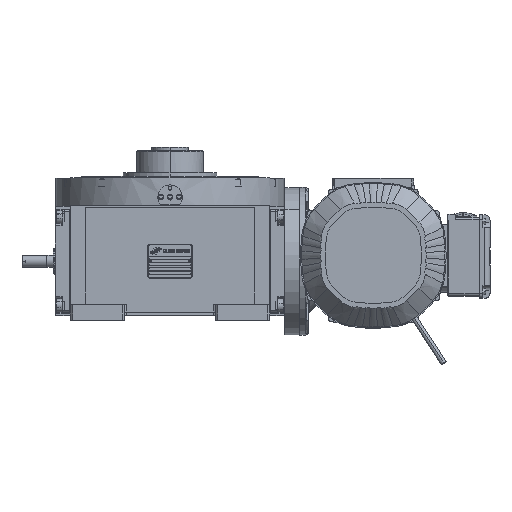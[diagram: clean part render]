
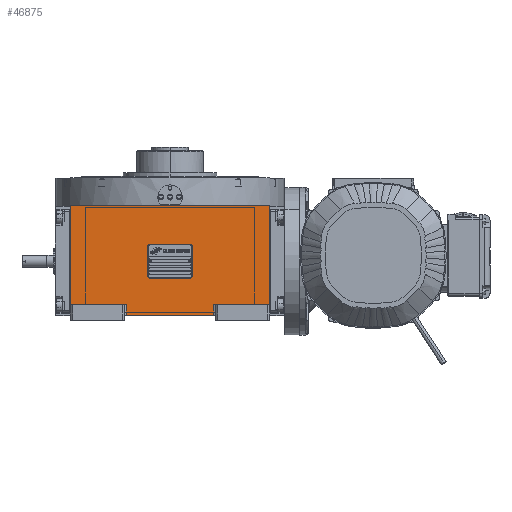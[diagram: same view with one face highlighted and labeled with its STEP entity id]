
A CAD part, top view. The second image highlights one B-rep face of the part: STEP entity #46875.
In plain terms, the highlighted planar face has unit normal (0, 0, 1).
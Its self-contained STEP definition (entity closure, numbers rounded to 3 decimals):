
#4441 = VECTOR ( 'NONE', #60752, 1000. ) ;
#4585 = VECTOR ( 'NONE', #18960, 1000. ) ;
#5411 = CARTESIAN_POINT ( 'NONE',  ( -135., 75., 226. ) ) ;
#5781 = CARTESIAN_POINT ( 'NONE',  ( -59., -73., 226. ) ) ;
#6113 = DIRECTION ( 'NONE',  ( 1., 0., 0. ) ) ;
#6436 = VERTEX_POINT ( 'NONE', #48519 ) ;
#7250 = CARTESIAN_POINT ( 'NONE',  ( -59., -73., 226. ) ) ;
#11204 = CARTESIAN_POINT ( 'NONE',  ( -135., 75., 226. ) ) ;
#13659 = EDGE_CURVE ( 'NONE', #21124, #6436, #38028, .T. ) ;
#14754 = CARTESIAN_POINT ( 'NONE',  ( 59., -59., 226. ) ) ;
#16274 = LINE ( 'NONE', #5781, #54022 ) ;
#16427 = CARTESIAN_POINT ( 'NONE',  ( 59., -59., 226. ) ) ;
#16680 = VERTEX_POINT ( 'NONE', #62817 ) ;
#17241 = VECTOR ( 'NONE', #107706, 1000. ) ;
#17314 = EDGE_CURVE ( 'NONE', #16680, #76560, #19301, .T. ) ;
#17811 = EDGE_CURVE ( 'NONE', #21124, #76560, #16274, .T. ) ;
#18127 = CARTESIAN_POINT ( 'NONE',  ( 135., 75., 226. ) ) ;
#18433 = VECTOR ( 'NONE', #84404, 1000. ) ;
#18960 = DIRECTION ( 'NONE',  ( 1., 0., 0. ) ) ;
#19301 = LINE ( 'NONE', #77891, #4441 ) ;
#20594 = DIRECTION ( 'NONE',  ( 0., 0., 1. ) ) ;
#21124 = VERTEX_POINT ( 'NONE', #7250 ) ;
#25583 = CARTESIAN_POINT ( 'NONE',  ( -59., -59., 226. ) ) ;
#30262 = LINE ( 'NONE', #14754, #88813 ) ;
#31284 = EDGE_CURVE ( 'NONE', #70783, #6436, #65690, .T. ) ;
#33741 = CARTESIAN_POINT ( 'NONE',  ( 135., -59., 226. ) ) ;
#35679 = EDGE_CURVE ( 'NONE', #87424, #71737, #94692, .T. ) ;
#36626 = ORIENTED_EDGE ( 'NONE', *, *, #17314, .T. ) ;
#38028 = LINE ( 'NONE', #64021, #55063 ) ;
#40458 = ORIENTED_EDGE ( 'NONE', *, *, #13659, .T. ) ;
#42920 = AXIS2_PLACEMENT_3D ( 'NONE', #81915, #20594, #6113 ) ;
#46032 = VECTOR ( 'NONE', #89900, 1000. ) ;
#46875 = ADVANCED_FACE ( 'NONE', ( #48168 ), #96336, .T. ) ;
#47310 = ORIENTED_EDGE ( 'NONE', *, *, #69541, .F. ) ;
#48168 = FACE_OUTER_BOUND ( 'NONE', #89454, .T. ) ;
#48519 = CARTESIAN_POINT ( 'NONE',  ( 59., -73., 226. ) ) ;
#50016 = DIRECTION ( 'NONE',  ( 0., 1., 0. ) ) ;
#51307 = ORIENTED_EDGE ( 'NONE', *, *, #35679, .F. ) ;
#52094 = CARTESIAN_POINT ( 'NONE',  ( 59., -59., 226. ) ) ;
#54022 = VECTOR ( 'NONE', #50016, 1000. ) ;
#54082 = DIRECTION ( 'NONE',  ( 1., 0., 0. ) ) ;
#54351 = EDGE_CURVE ( 'NONE', #66631, #71737, #80612, .T. ) ;
#55063 = VECTOR ( 'NONE', #54082, 1000. ) ;
#60752 = DIRECTION ( 'NONE',  ( 1., 0., 0. ) ) ;
#62817 = CARTESIAN_POINT ( 'NONE',  ( -135., -59., 226. ) ) ;
#64021 = CARTESIAN_POINT ( 'NONE',  ( -59., -73., 226. ) ) ;
#65690 = LINE ( 'NONE', #16427, #18433 ) ;
#66631 = VERTEX_POINT ( 'NONE', #33741 ) ;
#69541 = EDGE_CURVE ( 'NONE', #16680, #87424, #74388, .T. ) ;
#70783 = VERTEX_POINT ( 'NONE', #52094 ) ;
#71737 = VERTEX_POINT ( 'NONE', #18127 ) ;
#71754 = DIRECTION ( 'NONE',  ( 1., 0., 0. ) ) ;
#71895 = EDGE_CURVE ( 'NONE', #70783, #66631, #30262, .T. ) ;
#74388 = LINE ( 'NONE', #107080, #46032 ) ;
#76560 = VERTEX_POINT ( 'NONE', #25583 ) ;
#77891 = CARTESIAN_POINT ( 'NONE',  ( -135., -59., 226. ) ) ;
#80612 = LINE ( 'NONE', #81161, #17241 ) ;
#81161 = CARTESIAN_POINT ( 'NONE',  ( 135., -59., 226. ) ) ;
#81915 = CARTESIAN_POINT ( 'NONE',  ( -135., -73., 226. ) ) ;
#84404 = DIRECTION ( 'NONE',  ( 0., -1., 0. ) ) ;
#87018 = ORIENTED_EDGE ( 'NONE', *, *, #54351, .T. ) ;
#87424 = VERTEX_POINT ( 'NONE', #5411 ) ;
#88813 = VECTOR ( 'NONE', #71754, 1000. ) ;
#89454 = EDGE_LOOP ( 'NONE', ( #40458, #91112, #102229, #87018, #51307, #47310, #36626, #99512 ) ) ;
#89900 = DIRECTION ( 'NONE',  ( 0., 1., 0. ) ) ;
#91112 = ORIENTED_EDGE ( 'NONE', *, *, #31284, .F. ) ;
#94692 = LINE ( 'NONE', #11204, #4585 ) ;
#96336 = PLANE ( 'NONE',  #42920 ) ;
#99512 = ORIENTED_EDGE ( 'NONE', *, *, #17811, .F. ) ;
#102229 = ORIENTED_EDGE ( 'NONE', *, *, #71895, .T. ) ;
#107080 = CARTESIAN_POINT ( 'NONE',  ( -135., -59., 226. ) ) ;
#107706 = DIRECTION ( 'NONE',  ( 0., 1., 0. ) ) ;
